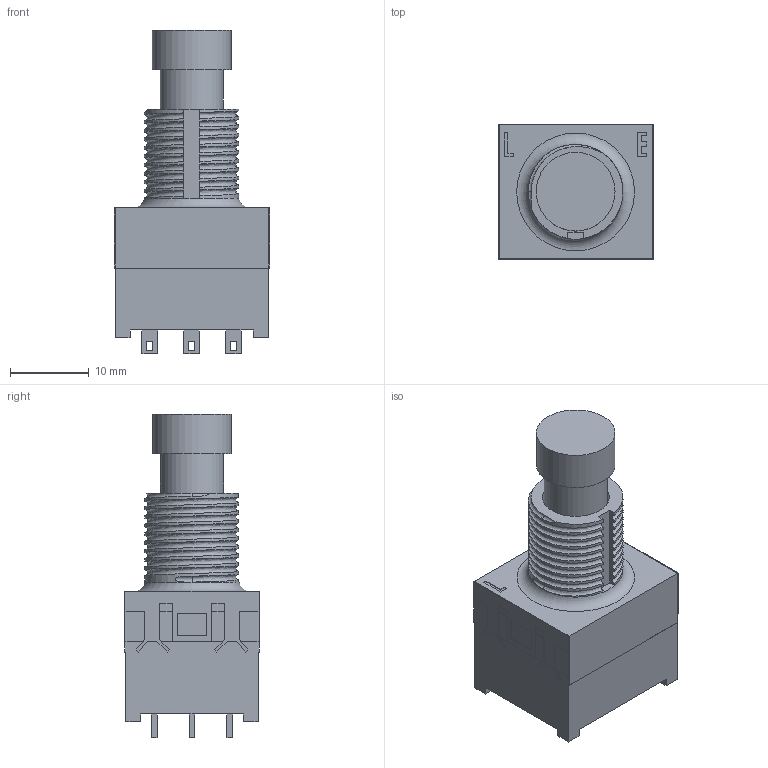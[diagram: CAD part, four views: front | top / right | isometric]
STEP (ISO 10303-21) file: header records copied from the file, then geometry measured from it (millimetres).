
FILE_DESCRIPTION(/* description */ (''),/* implementation_level */ '2;1');
FILE_NAME(/* name */ 'E-Switch 3PDT v1.step',/* time_stamp */ '2022-12-01T13:46:14-04:00',/* author */ (''),/* organization */ (''),/* preprocessor_version */ 'ST-DEVELOPER v19.2',/* originating_system */ 'Autodesk Translation Framework v11.17.0.187',/* authorisation */ '');
FILE_SCHEMA (('AUTOMOTIVE_DESIGN { 1 0 10303 214 3 1 1 }'));
Length unit declared in the file: millimetre
Products named in the file (1): E-Switch 3PDT
Bounding box: 19.7 x 17 x 41 mm (x, y, z)
Volume: 7073.6 mm3; surface area: 3999.7 mm2
Topology: 20 solids, 20 shells, 292 faces, 737 edges, 491 vertices
Faces by surface type: plane 264, cylinder 16, bspline 11, torus 1
Full cylindrical faces by diameter (mm): 8 x1, 8.5 x1, 10 x1
Entity records: 11722 total; most frequent: CARTESIAN_POINT 4626, ORIENTED_EDGE 1474, DIRECTION 1272, EDGE_CURVE 737, LINE 676, VECTOR 676, VERTEX_POINT 491, EDGE_LOOP 320
